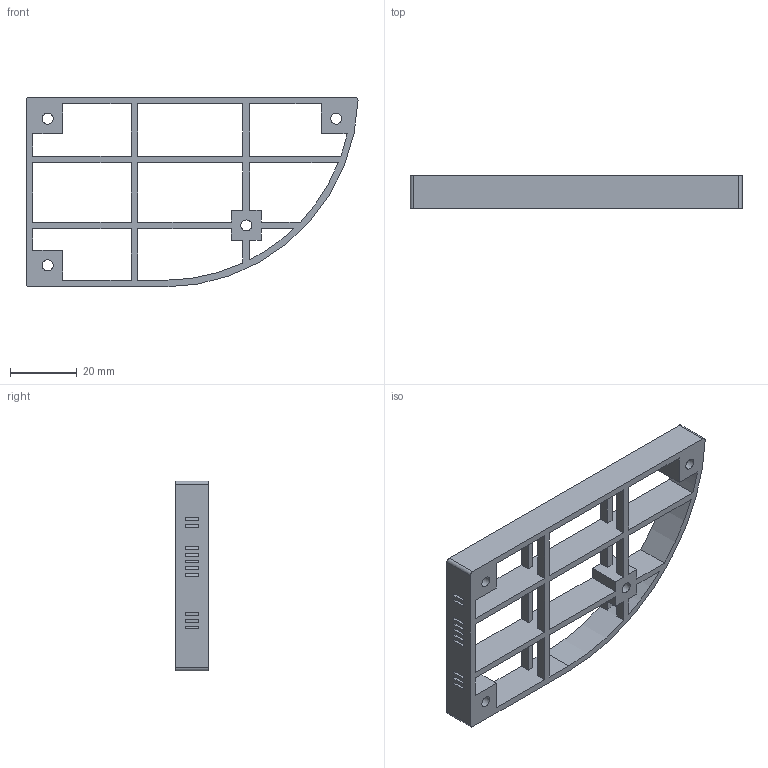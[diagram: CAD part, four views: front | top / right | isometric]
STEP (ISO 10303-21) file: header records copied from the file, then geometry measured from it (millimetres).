
FILE_DESCRIPTION(/* description */ (''),/* implementation_level */ '2;1');
FILE_NAME(/* name */ 'Cartridge.step',/* time_stamp */ '2022-12-10T12:22:17+08:00',/* author */ (''),/* organization */ (''),/* preprocessor_version */ 'ST-DEVELOPER v19.2',/* originating_system */ 'Autodesk Translation Framework v11.17.0.187',/* authorisation */ '');
FILE_SCHEMA (('AUTOMOTIVE_DESIGN { 1 0 10303 214 3 1 1 }'));
Length unit declared in the file: millimetre
Products named in the file (1): Cartridge
Bounding box: 99.66 x 10 x 57 mm (x, y, z)
Volume: 12283.3 mm3; surface area: 13705.7 mm2
Topology: 1 solids, 1 shells, 140 faces, 447 edges, 298 vertices
Faces by surface type: plane 129, cylinder 11
Full cylindrical faces by diameter (mm): 3.3 x4
Entity records: 5006 total; most frequent: ORIENTED_EDGE 894, CARTESIAN_POINT 886, DIRECTION 755, EDGE_CURVE 447, LINE 421, VECTOR 421, VERTEX_POINT 298, EDGE_LOOP 187
